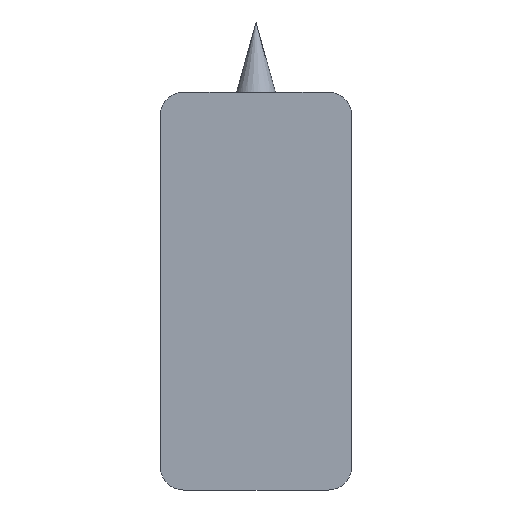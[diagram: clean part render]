
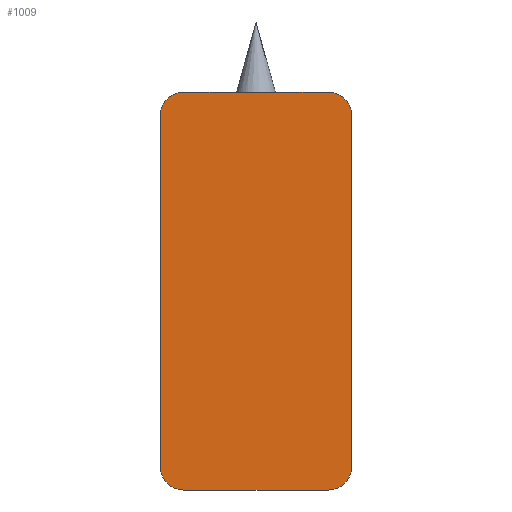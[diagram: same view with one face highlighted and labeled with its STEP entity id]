
A CAD part, front view. The second image highlights one B-rep face of the part: STEP entity #1009.
In plain terms, the highlighted planar face has unit normal (0, -1, 0).
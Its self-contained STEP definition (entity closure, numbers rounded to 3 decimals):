
#47 = LINE ( 'NONE', #1403, #828 ) ;
#75 = DIRECTION ( 'NONE',  ( 0., 1., 0. ) ) ;
#77 = DIRECTION ( 'NONE',  ( 0., 1., 0. ) ) ;
#103 = CIRCLE ( 'NONE', #1214, 3. ) ;
#104 = VECTOR ( 'NONE', #1462, 1000. ) ;
#107 = DIRECTION ( 'NONE',  ( 1., 0., 0. ) ) ;
#138 = PLANE ( 'NONE',  #1545 ) ;
#140 = DIRECTION ( 'NONE',  ( -1., 0., 0. ) ) ;
#145 = CARTESIAN_POINT ( 'NONE',  ( -12.275, 0., 22.5 ) ) ;
#149 = VECTOR ( 'NONE', #1212, 1000. ) ;
#172 = CARTESIAN_POINT ( 'NONE',  ( 9.275, 0., 25.5 ) ) ;
#173 = EDGE_CURVE ( 'NONE', #1508, #283, #47, .T. ) ;
#230 = CARTESIAN_POINT ( 'NONE',  ( 9.275, 0., -22.5 ) ) ;
#259 = LINE ( 'NONE', #387, #1263 ) ;
#269 = DIRECTION ( 'NONE',  ( 0., 0., 1. ) ) ;
#283 = VERTEX_POINT ( 'NONE', #457 ) ;
#384 = CIRCLE ( 'NONE', #1186, 3. ) ;
#387 = CARTESIAN_POINT ( 'NONE',  ( -9.275, 0., 25.5 ) ) ;
#428 = LINE ( 'NONE', #931, #1111 ) ;
#437 = VECTOR ( 'NONE', #107, 1000. ) ;
#447 = LINE ( 'NONE', #870, #104 ) ;
#448 = ORIENTED_EDGE ( 'NONE', *, *, #1286, .F. ) ;
#457 = CARTESIAN_POINT ( 'NONE',  ( -9.275, 0., -25.5 ) ) ;
#537 = CARTESIAN_POINT ( 'NONE',  ( 12.275, 0., 22.5 ) ) ;
#555 = ORIENTED_EDGE ( 'NONE', *, *, #1161, .F. ) ;
#561 = VERTEX_POINT ( 'NONE', #145 ) ;
#618 = ORIENTED_EDGE ( 'NONE', *, *, #173, .F. ) ;
#673 = DIRECTION ( 'NONE',  ( 0., 0., 1. ) ) ;
#697 = CARTESIAN_POINT ( 'NONE',  ( -12.275, 0., -22.5 ) ) ;
#710 = VERTEX_POINT ( 'NONE', #697 ) ;
#713 = CARTESIAN_POINT ( 'NONE',  ( -9.275, 0., 25.5 ) ) ;
#720 = DIRECTION ( 'NONE',  ( 0., 1., 0. ) ) ;
#728 = LINE ( 'NONE', #1228, #149 ) ;
#749 = LINE ( 'NONE', #713, #437 ) ;
#787 = DIRECTION ( 'NONE',  ( 0., 1., 0. ) ) ;
#828 = VECTOR ( 'NONE', #140, 1000. ) ;
#842 = EDGE_CURVE ( 'NONE', #283, #710, #103, .T. ) ;
#844 = DIRECTION ( 'NONE',  ( 0., 0., -1. ) ) ;
#856 = ORIENTED_EDGE ( 'NONE', *, *, #1207, .F. ) ;
#870 = CARTESIAN_POINT ( 'NONE',  ( -12.275, 0., -22.5 ) ) ;
#886 = DIRECTION ( 'NONE',  ( 0., 0., 1. ) ) ;
#894 = EDGE_CURVE ( 'NONE', #1048, #1450, #728, .T. ) ;
#901 = VERTEX_POINT ( 'NONE', #972 ) ;
#931 = CARTESIAN_POINT ( 'NONE',  ( 12.275, 0., -22.5 ) ) ;
#972 = CARTESIAN_POINT ( 'NONE',  ( -9.275, 0., 25.5 ) ) ;
#1009 = ADVANCED_FACE ( 'NONE', ( #1400 ), #138, .F. ) ;
#1033 = CARTESIAN_POINT ( 'NONE',  ( 12.275, 0., -22.5 ) ) ;
#1048 = VERTEX_POINT ( 'NONE', #1520 ) ;
#1058 = DIRECTION ( 'NONE',  ( 0., 0., -1. ) ) ;
#1111 = VECTOR ( 'NONE', #1058, 1000. ) ;
#1161 = EDGE_CURVE ( 'NONE', #1515, #1533, #384, .T. ) ;
#1165 = CIRCLE ( 'NONE', #1367, 3. ) ;
#1185 = CARTESIAN_POINT ( 'NONE',  ( -9.275, 0., -22.5 ) ) ;
#1186 = AXIS2_PLACEMENT_3D ( 'NONE', #1289, #75, #673 ) ;
#1190 = VERTEX_POINT ( 'NONE', #1033 ) ;
#1197 = ORIENTED_EDGE ( 'NONE', *, *, #1429, .F. ) ;
#1207 = EDGE_CURVE ( 'NONE', #1533, #1190, #428, .T. ) ;
#1212 = DIRECTION ( 'NONE',  ( 1., 0., 0. ) ) ;
#1214 = AXIS2_PLACEMENT_3D ( 'NONE', #1185, #77, #1585 ) ;
#1216 = AXIS2_PLACEMENT_3D ( 'NONE', #230, #720, #844 ) ;
#1228 = CARTESIAN_POINT ( 'NONE',  ( -9.275, 0., 25.5 ) ) ;
#1247 = ORIENTED_EDGE ( 'NONE', *, *, #1319, .F. ) ;
#1252 = EDGE_CURVE ( 'NONE', #710, #561, #447, .T. ) ;
#1263 = VECTOR ( 'NONE', #1320, 1000. ) ;
#1275 = EDGE_CURVE ( 'NONE', #1190, #1508, #1547, .T. ) ;
#1278 = CARTESIAN_POINT ( 'NONE',  ( -9.275, 0., 22.5 ) ) ;
#1279 = ORIENTED_EDGE ( 'NONE', *, *, #894, .F. ) ;
#1284 = CARTESIAN_POINT ( 'NONE',  ( 2., 0., 25.5 ) ) ;
#1286 = EDGE_CURVE ( 'NONE', #901, #1048, #749, .T. ) ;
#1289 = CARTESIAN_POINT ( 'NONE',  ( 9.275, 0., 22.5 ) ) ;
#1319 = EDGE_CURVE ( 'NONE', #1450, #1515, #259, .T. ) ;
#1320 = DIRECTION ( 'NONE',  ( 1., 0., 0. ) ) ;
#1354 = ORIENTED_EDGE ( 'NONE', *, *, #842, .F. ) ;
#1367 = AXIS2_PLACEMENT_3D ( 'NONE', #1278, #1404, #886 ) ;
#1382 = CARTESIAN_POINT ( 'NONE',  ( -9.275, 0., 22.5 ) ) ;
#1400 = FACE_OUTER_BOUND ( 'NONE', #1510, .T. ) ;
#1403 = CARTESIAN_POINT ( 'NONE',  ( -9.275, 0., -25.5 ) ) ;
#1404 = DIRECTION ( 'NONE',  ( 0., 1., 0. ) ) ;
#1411 = CARTESIAN_POINT ( 'NONE',  ( 9.275, 0., -25.5 ) ) ;
#1429 = EDGE_CURVE ( 'NONE', #561, #901, #1165, .T. ) ;
#1450 = VERTEX_POINT ( 'NONE', #1284 ) ;
#1462 = DIRECTION ( 'NONE',  ( 0., 0., 1. ) ) ;
#1483 = ORIENTED_EDGE ( 'NONE', *, *, #1252, .F. ) ;
#1508 = VERTEX_POINT ( 'NONE', #1411 ) ;
#1510 = EDGE_LOOP ( 'NONE', ( #1197, #1483, #1354, #618, #1557, #856, #555, #1247, #1279, #448 ) ) ;
#1515 = VERTEX_POINT ( 'NONE', #172 ) ;
#1520 = CARTESIAN_POINT ( 'NONE',  ( -2., 0., 25.5 ) ) ;
#1533 = VERTEX_POINT ( 'NONE', #537 ) ;
#1545 = AXIS2_PLACEMENT_3D ( 'NONE', #1382, #787, #269 ) ;
#1547 = CIRCLE ( 'NONE', #1216, 3. ) ;
#1557 = ORIENTED_EDGE ( 'NONE', *, *, #1275, .F. ) ;
#1585 = DIRECTION ( 'NONE',  ( 0., 0., 1. ) ) ;
